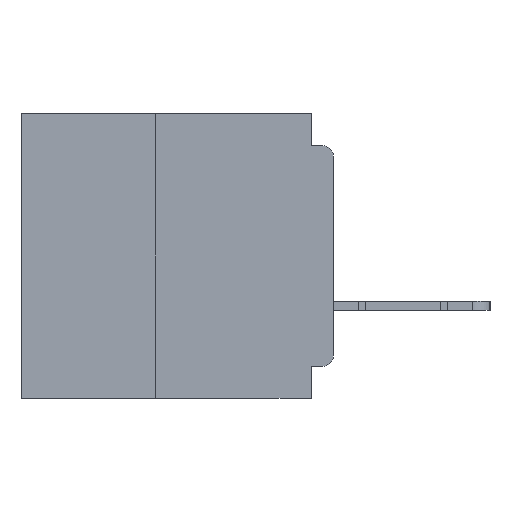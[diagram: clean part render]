
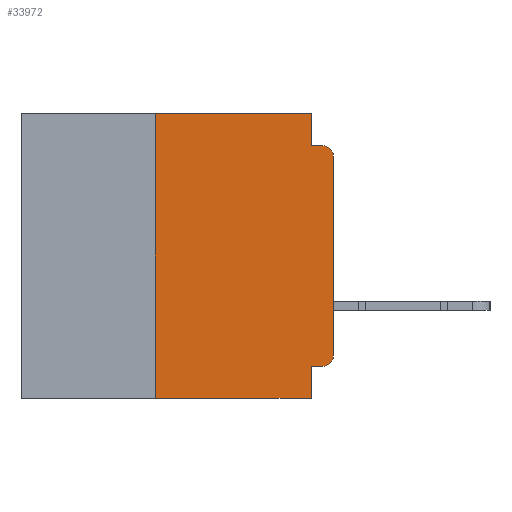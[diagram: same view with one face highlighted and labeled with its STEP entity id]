
A CAD part, left-side view. The second image highlights one B-rep face of the part: STEP entity #33972.
In plain terms, the highlighted planar face has unit normal (-1, 0, 0).
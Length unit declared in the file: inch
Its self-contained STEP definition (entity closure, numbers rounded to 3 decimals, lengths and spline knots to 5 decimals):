
#1695 = CARTESIAN_POINT ( 'NONE',  ( 0., 0.031, 0. ) ) ;
#3942 = VERTEX_POINT ( 'NONE', #65914 ) ;
#5601 = AXIS2_PLACEMENT_3D ( 'NONE', #60121, #14547, #50412 ) ;
#5633 = DIRECTION ( 'NONE',  ( 0., -1., 0. ) ) ;
#5742 = CARTESIAN_POINT ( 'NONE',  ( 0., 0., -0.06 ) ) ;
#6459 = ORIENTED_EDGE ( 'NONE', *, *, #50805, .T. ) ;
#6584 = CARTESIAN_POINT ( 'NONE',  ( 0., 0.031, -0.355 ) ) ;
#8087 = EDGE_CURVE ( 'NONE', #3942, #64419, #41904, .T. ) ;
#8588 = LINE ( 'NONE', #40531, #11776 ) ;
#9372 = EDGE_CURVE ( 'NONE', #26837, #3942, #55282, .T. ) ;
#9396 = PLANE ( 'NONE',  #5601 ) ;
#10392 = CARTESIAN_POINT ( 'NONE',  ( 0., 0.015, -0.355 ) ) ;
#11113 = EDGE_CURVE ( 'NONE', #27147, #52749, #22307, .T. ) ;
#11252 = CARTESIAN_POINT ( 'NONE',  ( 0., 0., -0.045 ) ) ;
#11776 = VECTOR ( 'NONE', #14980, 39.37008 ) ;
#14309 = DIRECTION ( 'NONE',  ( 0., 0., 1. ) ) ;
#14547 = DIRECTION ( 'NONE',  ( 1., 0., 0. ) ) ;
#14980 = DIRECTION ( 'NONE',  ( 0., -1., 0. ) ) ;
#15366 = ORIENTED_EDGE ( 'NONE', *, *, #23844, .F. ) ;
#17015 = LINE ( 'NONE', #19596, #29043 ) ;
#17976 = ORIENTED_EDGE ( 'NONE', *, *, #21970, .F. ) ;
#19596 = CARTESIAN_POINT ( 'NONE',  ( 0., 0.031, -0.4 ) ) ;
#19710 = DIRECTION ( 'NONE',  ( -1., 0., 0. ) ) ;
#20037 = DIRECTION ( 'NONE',  ( 0., 0., -1. ) ) ;
#20884 = CARTESIAN_POINT ( 'NONE',  ( 0., 0.437, 0. ) ) ;
#21970 = EDGE_CURVE ( 'NONE', #52749, #41032, #58884, .T. ) ;
#22307 = LINE ( 'NONE', #34748, #61413 ) ;
#22690 = ORIENTED_EDGE ( 'NONE', *, *, #37343, .F. ) ;
#23844 = EDGE_CURVE ( 'NONE', #26837, #35611, #38678, .T. ) ;
#24531 = CARTESIAN_POINT ( 'NONE',  ( 0., 0.031, -0.4 ) ) ;
#26387 = CARTESIAN_POINT ( 'NONE',  ( 0., 0.031, 0. ) ) ;
#26837 = VERTEX_POINT ( 'NONE', #10392 ) ;
#26967 = CARTESIAN_POINT ( 'NONE',  ( 0., 0.015, -0.06 ) ) ;
#27147 = VERTEX_POINT ( 'NONE', #64001 ) ;
#27690 = LINE ( 'NONE', #11252, #30868 ) ;
#28588 = VERTEX_POINT ( 'NONE', #60691 ) ;
#29043 = VECTOR ( 'NONE', #20037, 39.37008 ) ;
#29906 = VERTEX_POINT ( 'NONE', #57329 ) ;
#30868 = VECTOR ( 'NONE', #47108, 39.37008 ) ;
#31041 = CIRCLE ( 'NONE', #45117, 0.015 ) ;
#31701 = VECTOR ( 'NONE', #5633, 39.37008 ) ;
#31870 = ORIENTED_EDGE ( 'NONE', *, *, #9372, .T. ) ;
#32055 = DIRECTION ( 'NONE',  ( 0., 0., -1. ) ) ;
#33972 = ADVANCED_FACE ( 'NONE', ( #38515 ), #9396, .F. ) ;
#34364 = DIRECTION ( 'NONE',  ( 0., 0., 1. ) ) ;
#34748 = CARTESIAN_POINT ( 'NONE',  ( 0., 0.25, -0.4 ) ) ;
#35611 = VERTEX_POINT ( 'NONE', #6584 ) ;
#37343 = EDGE_CURVE ( 'NONE', #29906, #28588, #27690, .T. ) ;
#37505 = DIRECTION ( 'NONE',  ( 0., 0., -1. ) ) ;
#38515 = FACE_OUTER_BOUND ( 'NONE', #54623, .T. ) ;
#38678 = LINE ( 'NONE', #50024, #49093 ) ;
#39040 = EDGE_CURVE ( 'NONE', #35611, #59655, #17015, .T. ) ;
#40531 = CARTESIAN_POINT ( 'NONE',  ( 0., 0.437, -0.4 ) ) ;
#41032 = VERTEX_POINT ( 'NONE', #26387 ) ;
#41904 = LINE ( 'NONE', #59772, #55477 ) ;
#42936 = AXIS2_PLACEMENT_3D ( 'NONE', #50396, #19710, #55504 ) ;
#45117 = AXIS2_PLACEMENT_3D ( 'NONE', #26967, #62626, #32055 ) ;
#45264 = LINE ( 'NONE', #1695, #58797 ) ;
#45453 = ORIENTED_EDGE ( 'NONE', *, *, #8087, .T. ) ;
#47108 = DIRECTION ( 'NONE',  ( 0., -1., 0. ) ) ;
#48239 = ORIENTED_EDGE ( 'NONE', *, *, #39040, .F. ) ;
#48651 = ORIENTED_EDGE ( 'NONE', *, *, #11113, .F. ) ;
#49093 = VECTOR ( 'NONE', #55140, 39.37008 ) ;
#50024 = CARTESIAN_POINT ( 'NONE',  ( 0., 0., -0.355 ) ) ;
#50396 = CARTESIAN_POINT ( 'NONE',  ( 0., 0.015, -0.34 ) ) ;
#50412 = DIRECTION ( 'NONE',  ( 0., 0., -1. ) ) ;
#50805 = EDGE_CURVE ( 'NONE', #64419, #28588, #31041, .T. ) ;
#52749 = VERTEX_POINT ( 'NONE', #60217 ) ;
#54513 = ORIENTED_EDGE ( 'NONE', *, *, #54731, .T. ) ;
#54623 = EDGE_LOOP ( 'NONE', ( #45453, #6459, #22690, #59664, #17976, #48651, #54513, #48239, #15366, #31870 ) ) ;
#54731 = EDGE_CURVE ( 'NONE', #27147, #59655, #8588, .T. ) ;
#55140 = DIRECTION ( 'NONE',  ( 0., 1., 0. ) ) ;
#55282 = CIRCLE ( 'NONE', #42936, 0.015 ) ;
#55477 = VECTOR ( 'NONE', #34364, 39.37008 ) ;
#55504 = DIRECTION ( 'NONE',  ( 0., 0., -1. ) ) ;
#57329 = CARTESIAN_POINT ( 'NONE',  ( 0., 0.031, -0.045 ) ) ;
#58797 = VECTOR ( 'NONE', #37505, 39.37008 ) ;
#58884 = LINE ( 'NONE', #20884, #31701 ) ;
#59655 = VERTEX_POINT ( 'NONE', #24531 ) ;
#59664 = ORIENTED_EDGE ( 'NONE', *, *, #65057, .F. ) ;
#59772 = CARTESIAN_POINT ( 'NONE',  ( 0., 0., 0. ) ) ;
#60121 = CARTESIAN_POINT ( 'NONE',  ( 0., 0.437, 0. ) ) ;
#60217 = CARTESIAN_POINT ( 'NONE',  ( 0., 0.25, 0. ) ) ;
#60691 = CARTESIAN_POINT ( 'NONE',  ( 0., 0.015, -0.045 ) ) ;
#61413 = VECTOR ( 'NONE', #14309, 39.37008 ) ;
#62626 = DIRECTION ( 'NONE',  ( -1., 0., 0. ) ) ;
#64001 = CARTESIAN_POINT ( 'NONE',  ( 0., 0.25, -0.4 ) ) ;
#64419 = VERTEX_POINT ( 'NONE', #5742 ) ;
#65057 = EDGE_CURVE ( 'NONE', #41032, #29906, #45264, .T. ) ;
#65914 = CARTESIAN_POINT ( 'NONE',  ( 0., 0., -0.34 ) ) ;
